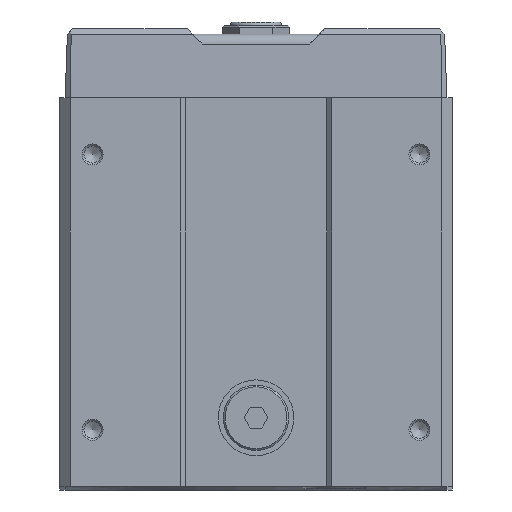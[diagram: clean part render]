
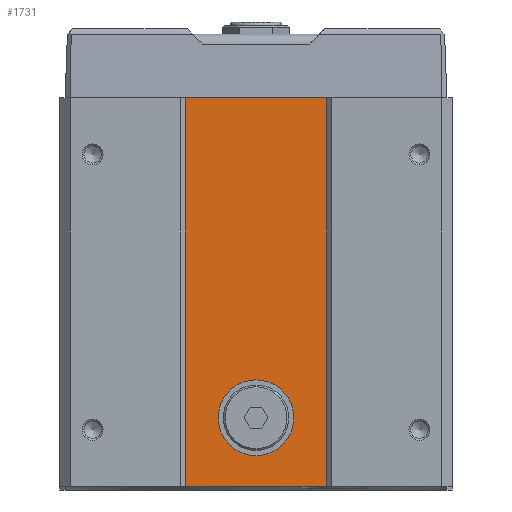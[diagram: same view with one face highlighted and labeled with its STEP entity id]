
A CAD part, front view. The second image highlights one B-rep face of the part: STEP entity #1731.
In plain terms, the highlighted planar face has unit normal (0, -1, 0).
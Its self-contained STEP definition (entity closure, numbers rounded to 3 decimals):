
#1731 = ADVANCED_FACE( '', ( #3911, #3912 ), #3913, .T. );
#3911 = FACE_OUTER_BOUND( '', #6313, .T. );
#3912 = FACE_BOUND( '', #6314, .T. );
#3913 = PLANE( '', #6315 );
#6313 = EDGE_LOOP( '', ( #10813, #10814, #10815, #10816 ) );
#6314 = EDGE_LOOP( '', ( #10817 ) );
#6315 = AXIS2_PLACEMENT_3D( '', #10818, #10819, #10820 );
#10813 = ORIENTED_EDGE( '', *, *, #13364, .F. );
#10814 = ORIENTED_EDGE( '', *, *, #13462, .T. );
#10815 = ORIENTED_EDGE( '', *, *, #12566, .F. );
#10816 = ORIENTED_EDGE( '', *, *, #13394, .F. );
#10817 = ORIENTED_EDGE( '', *, *, #12146, .F. );
#10818 = CARTESIAN_POINT( '', ( 115.398, -306.479, 0. ) );
#10819 = DIRECTION( '', ( 0., -1., 0. ) );
#10820 = DIRECTION( '', ( 0., 0., -1. ) );
#12146 = EDGE_CURVE( '', #14228, #14228, #14229, .T. );
#12566 = EDGE_CURVE( '', #14917, #14919, #14920, .T. );
#13364 = EDGE_CURVE( '', #16039, #16041, #16042, .T. );
#13394 = EDGE_CURVE( '', #16041, #14917, #16079, .T. );
#13462 = EDGE_CURVE( '', #16039, #14919, #16159, .T. );
#14228 = VERTEX_POINT( '', #17982 );
#14229 = CIRCLE( '', #17983, 11. );
#14917 = VERTEX_POINT( '', #20251 );
#14919 = VERTEX_POINT( '', #20254 );
#14920 = LINE( '', #20255, #20256 );
#16039 = VERTEX_POINT( '', #24339 );
#16041 = VERTEX_POINT( '', #24342 );
#16042 = LINE( '', #24343, #24344 );
#16079 = LINE( '', #24518, #24519 );
#16159 = LINE( '', #24720, #24721 );
#17982 = CARTESIAN_POINT( '', ( 105.898, -306.479, 20. ) );
#17983 = AXIS2_PLACEMENT_3D( '', #25634, #25635, #25636 );
#20251 = CARTESIAN_POINT( '', ( 74.398, -306.479, 113. ) );
#20254 = CARTESIAN_POINT( '', ( 115.398, -306.479, 113. ) );
#20255 = CARTESIAN_POINT( '', ( 0., -306.479, 113. ) );
#20256 = VECTOR( '', #26126, 1000. );
#24339 = CARTESIAN_POINT( '', ( 115.398, -306.479, 0. ) );
#24342 = CARTESIAN_POINT( '', ( 74.398, -306.479, 0. ) );
#24343 = CARTESIAN_POINT( '', ( 0., -306.479, 0. ) );
#24344 = VECTOR( '', #26908, 1000. );
#24518 = CARTESIAN_POINT( '', ( 74.398, -306.479, 0. ) );
#24519 = VECTOR( '', #26926, 1000. );
#24720 = CARTESIAN_POINT( '', ( 115.398, -306.479, 0. ) );
#24721 = VECTOR( '', #26970, 1000. );
#25634 = CARTESIAN_POINT( '', ( 94.898, -306.479, 20. ) );
#25635 = DIRECTION( '', ( 0., -1., 0. ) );
#25636 = DIRECTION( '', ( 1., 0., 0. ) );
#26126 = DIRECTION( '', ( 1., 0., 0. ) );
#26908 = DIRECTION( '', ( -1., 0., 0. ) );
#26926 = DIRECTION( '', ( 0., 0., 1. ) );
#26970 = DIRECTION( '', ( 0., 0., 1. ) );
